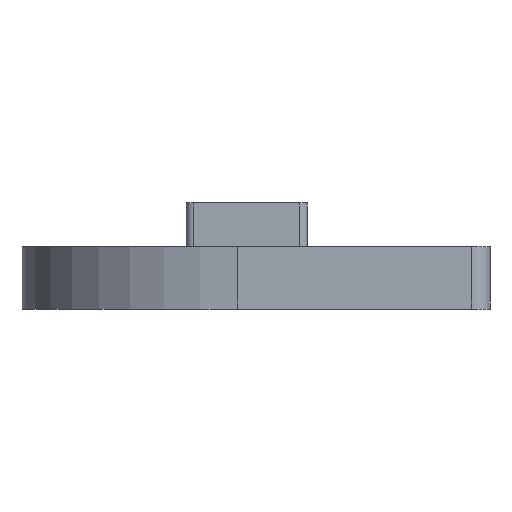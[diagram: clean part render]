
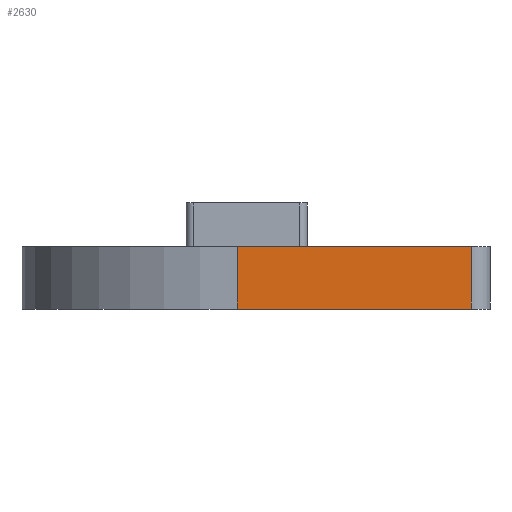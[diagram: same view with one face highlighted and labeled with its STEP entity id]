
A CAD part, left-side view. The second image highlights one B-rep face of the part: STEP entity #2630.
In plain terms, the highlighted planar face has unit normal (-1, 0, 0).
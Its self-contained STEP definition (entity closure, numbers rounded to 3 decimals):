
#104 = EDGE_LOOP ( 'NONE', ( #3730, #1086, #1180, #2329 ) ) ;
#518 = CARTESIAN_POINT ( 'NONE',  ( -17.25, 1.5, 5. ) ) ;
#781 = VERTEX_POINT ( 'NONE', #3580 ) ;
#825 = LINE ( 'NONE', #518, #2985 ) ;
#897 = CARTESIAN_POINT ( 'NONE',  ( -17.25, 0., 0. ) ) ;
#1086 = ORIENTED_EDGE ( 'NONE', *, *, #2338, .T. ) ;
#1162 = VECTOR ( 'NONE', #3683, 1000. ) ;
#1170 = LINE ( 'NONE', #2661, #2676 ) ;
#1180 = ORIENTED_EDGE ( 'NONE', *, *, #3204, .F. ) ;
#1224 = LINE ( 'NONE', #1253, #1162 ) ;
#1243 = EDGE_CURVE ( 'NONE', #2242, #3718, #1224, .T. ) ;
#1253 = CARTESIAN_POINT ( 'NONE',  ( -17.25, 20.25, 5. ) ) ;
#1263 = VERTEX_POINT ( 'NONE', #3080 ) ;
#1360 = CARTESIAN_POINT ( 'NONE',  ( -17.25, 20.25, 0. ) ) ;
#1549 = AXIS2_PLACEMENT_3D ( 'NONE', #3812, #1681, #2916 ) ;
#1681 = DIRECTION ( 'NONE',  ( 1., 0., 0. ) ) ;
#2022 = DIRECTION ( 'NONE',  ( 0., 0., 1. ) ) ;
#2242 = VERTEX_POINT ( 'NONE', #2848 ) ;
#2329 = ORIENTED_EDGE ( 'NONE', *, *, #1243, .T. ) ;
#2338 = EDGE_CURVE ( 'NONE', #781, #1263, #825, .T. ) ;
#2566 = PLANE ( 'NONE',  #1549 ) ;
#2630 = ADVANCED_FACE ( 'NONE', ( #3532 ), #2566, .F. ) ;
#2661 = CARTESIAN_POINT ( 'NONE',  ( -17.25, 0., 5. ) ) ;
#2676 = VECTOR ( 'NONE', #2998, 1000. ) ;
#2730 = LINE ( 'NONE', #897, #3302 ) ;
#2813 = EDGE_CURVE ( 'NONE', #3718, #781, #2730, .T. ) ;
#2848 = CARTESIAN_POINT ( 'NONE',  ( -17.25, 20.25, 5. ) ) ;
#2916 = DIRECTION ( 'NONE',  ( 0., 0., -1. ) ) ;
#2985 = VECTOR ( 'NONE', #2022, 1000. ) ;
#2998 = DIRECTION ( 'NONE',  ( 0., -1., 0. ) ) ;
#3080 = CARTESIAN_POINT ( 'NONE',  ( -17.25, 1.5, 5. ) ) ;
#3204 = EDGE_CURVE ( 'NONE', #2242, #1263, #1170, .T. ) ;
#3292 = DIRECTION ( 'NONE',  ( 0., -1., 0. ) ) ;
#3302 = VECTOR ( 'NONE', #3292, 1000. ) ;
#3532 = FACE_OUTER_BOUND ( 'NONE', #104, .T. ) ;
#3580 = CARTESIAN_POINT ( 'NONE',  ( -17.25, 1.5, 0. ) ) ;
#3683 = DIRECTION ( 'NONE',  ( 0., 0., -1. ) ) ;
#3718 = VERTEX_POINT ( 'NONE', #1360 ) ;
#3730 = ORIENTED_EDGE ( 'NONE', *, *, #2813, .T. ) ;
#3812 = CARTESIAN_POINT ( 'NONE',  ( -17.25, 0., 5. ) ) ;
